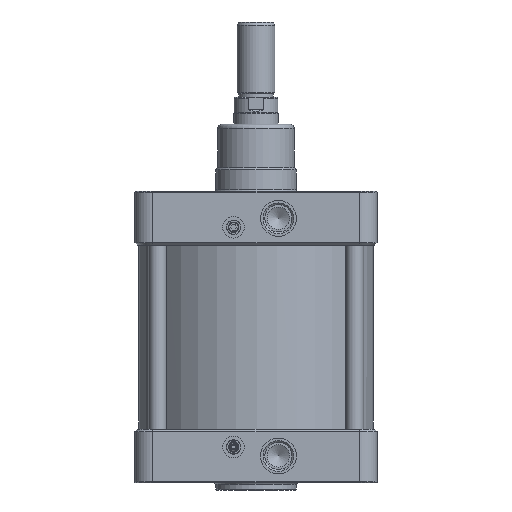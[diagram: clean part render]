
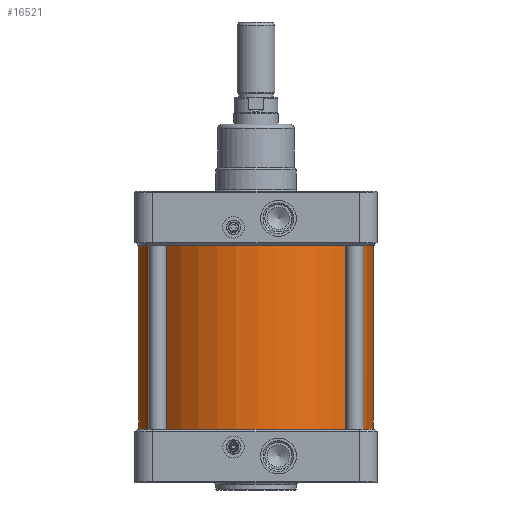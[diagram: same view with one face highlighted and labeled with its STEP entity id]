
A CAD part, front view. The second image highlights one B-rep face of the part: STEP entity #16521.
In plain terms, the highlighted cylindrical face has radius 131 mm (diameter 262 mm), a full revolution.
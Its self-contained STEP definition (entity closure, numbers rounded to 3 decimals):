
#1092=CARTESIAN_POINT('',(131.0,0.,-102.5));
#1093=VERTEX_POINT('',#1092);
#1094=CARTESIAN_POINT('',(0.0,0.0,-102.5));
#1095=DIRECTION('',(0.0,0.0,1.0));
#1096=DIRECTION('',(-1.0,0.0,0.0));
#1097=AXIS2_PLACEMENT_3D('',#1094,#1095,#1096);
#1098=CIRCLE('',#1097,131.0);
#1099=EDGE_CURVE('',#1093,#1093,#1098,.T.);
#16502=CARTESIAN_POINT('',(0.0,0.0,0.0));
#16503=DIRECTION('',(0.0,0.0,1.0));
#16504=DIRECTION('',(-1.0,0.0,0.0));
#16505=AXIS2_PLACEMENT_3D('',#16502,#16503,#16504);
#16506=CYLINDRICAL_SURFACE('',#16505,131.0);
#16507=ORIENTED_EDGE('',*,*,#1099,.T.);
#16508=EDGE_LOOP('',(#16507));
#16509=FACE_OUTER_BOUND('',#16508,.T.);
#16510=CARTESIAN_POINT('',(1.,-130.996,102.5));
#16511=VERTEX_POINT('',#16510);
#16512=CARTESIAN_POINT('',(0.0,0.0,102.5));
#16513=DIRECTION('',(0.0,0.0,-1.0));
#16514=DIRECTION('',(-1.0,0.0,0.0));
#16515=AXIS2_PLACEMENT_3D('',#16512,#16513,#16514);
#16516=CIRCLE('',#16515,131.0);
#16517=EDGE_CURVE('',#16511,#16511,#16516,.T.);
#16518=ORIENTED_EDGE('',*,*,#16517,.T.);
#16519=EDGE_LOOP('',(#16518));
#16520=FACE_BOUND('',#16519,.T.);
#16521=ADVANCED_FACE('',(#16509,#16520),#16506,.T.);
